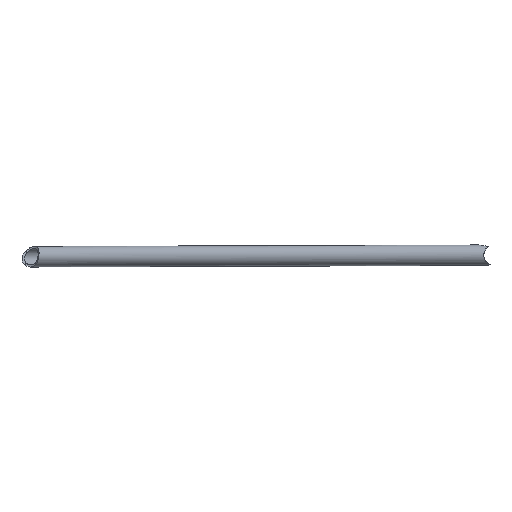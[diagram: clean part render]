
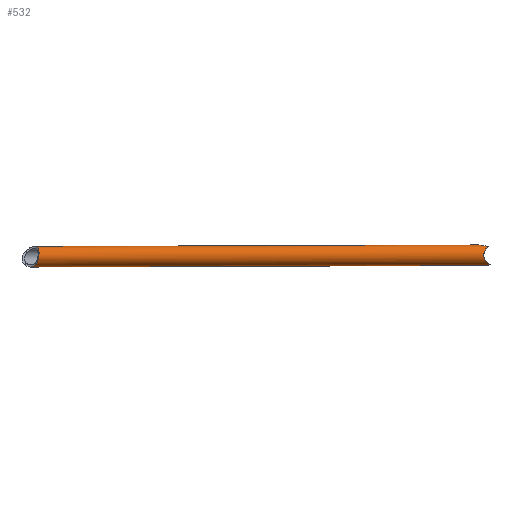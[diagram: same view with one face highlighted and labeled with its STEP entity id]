
A CAD part, front view. The second image highlights one B-rep face of the part: STEP entity #532.
In plain terms, the highlighted cylindrical face has radius 7.5 mm (diameter 15 mm), a partial arc.
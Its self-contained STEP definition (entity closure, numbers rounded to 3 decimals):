
#200=CARTESIAN_POINT('Vertex',(-1910.963,-234.915,243.94)) ;
#204=CARTESIAN_POINT('Control Point',(-1910.963,-234.915,243.94)) ;
#205=CARTESIAN_POINT('Control Point',(-1910.221,-235.362,243.94)) ;
#206=CARTESIAN_POINT('Control Point',(-1909.494,-235.833,244.065)) ;
#207=CARTESIAN_POINT('Control Point',(-1908.808,-236.321,244.315)) ;
#208=CARTESIAN_POINT('Control Point',(-1907.759,-237.13,244.926)) ;
#209=CARTESIAN_POINT('Control Point',(-1906.893,-237.869,245.826)) ;
#210=CARTESIAN_POINT('Control Point',(-1906.577,-238.147,246.228)) ;
#211=CARTESIAN_POINT('Control Point',(-1905.88,-238.768,247.311)) ;
#212=CARTESIAN_POINT('Control Point',(-1905.37,-239.179,248.59)) ;
#213=CARTESIAN_POINT('Control Point',(-1905.13,-239.322,249.404)) ;
#214=CARTESIAN_POINT('Control Point',(-1904.737,-239.329,251.196)) ;
#215=CARTESIAN_POINT('Control Point',(-1904.566,-238.721,252.927)) ;
#216=CARTESIAN_POINT('Control Point',(-1904.527,-238.234,253.778)) ;
#217=CARTESIAN_POINT('Control Point',(-1904.542,-237.279,255.043)) ;
#218=CARTESIAN_POINT('Control Point',(-1904.703,-236.133,256.115)) ;
#219=CARTESIAN_POINT('Control Point',(-1904.789,-235.668,256.501)) ;
#220=CARTESIAN_POINT('Control Point',(-1905.017,-234.69,257.228)) ;
#221=CARTESIAN_POINT('Control Point',(-1905.368,-233.666,257.831)) ;
#222=CARTESIAN_POINT('Control Point',(-1905.582,-233.139,258.103)) ;
#223=CARTESIAN_POINT('Control Point',(-1906.055,-232.163,258.537)) ;
#224=CARTESIAN_POINT('Control Point',(-1906.684,-231.221,258.814)) ;
#225=CARTESIAN_POINT('Control Point',(-1907.009,-230.801,258.904)) ;
#226=CARTESIAN_POINT('Control Point',(-1907.371,-230.406,258.95)) ;
#227=CARTESIAN_POINT('Control Point',(-1907.763,-230.044,258.951)) ;
#228=CARTESIAN_POINT('Vertex',(-1907.763,-230.044,258.951)) ;
#281=CARTESIAN_POINT('Line Origine',(-1744.323,18.783,244.51)) ;
#285=CARTESIAN_POINT('Vertex',(-1577.682,272.482,245.08)) ;
#288=CARTESIAN_POINT('Line Origine',(-1744.338,18.76,259.51)) ;
#292=CARTESIAN_POINT('Vertex',(-1583.201,264.08,260.062)) ;
#427=CARTESIAN_POINT('Vertex',(-1574.91,271.235,245.708)) ;
#431=CARTESIAN_POINT('Control Point',(-1577.682,272.482,245.08)) ;
#432=CARTESIAN_POINT('Control Point',(-1576.943,272.227,245.081)) ;
#433=CARTESIAN_POINT('Control Point',(-1576.224,271.913,245.183)) ;
#434=CARTESIAN_POINT('Control Point',(-1575.542,271.574,245.396)) ;
#435=CARTESIAN_POINT('Control Point',(-1574.91,271.235,245.708)) ;
#438=CARTESIAN_POINT('Control Point',(-1576.366,266.514,258.663)) ;
#439=CARTESIAN_POINT('Control Point',(-1577.97,265.908,259.384)) ;
#440=CARTESIAN_POINT('Control Point',(-1579.677,265.25,259.813)) ;
#441=CARTESIAN_POINT('Control Point',(-1581.419,264.61,260.064)) ;
#442=CARTESIAN_POINT('Control Point',(-1583.201,264.08,260.062)) ;
#443=CARTESIAN_POINT('Vertex',(-1576.366,266.514,258.663)) ;
#463=CARTESIAN_POINT('Axis2P3D Location',(-1744.331,18.772,252.01)) ;
#469=CARTESIAN_POINT('Control Point',(-1576.366,266.514,258.663)) ;
#470=CARTESIAN_POINT('Control Point',(-1576.395,266.419,258.643)) ;
#471=CARTESIAN_POINT('Control Point',(-1576.423,266.324,258.622)) ;
#472=CARTESIAN_POINT('Control Point',(-1576.451,266.23,258.601)) ;
#473=CARTESIAN_POINT('Vertex',(-1576.451,266.23,258.601)) ;
#477=CARTESIAN_POINT('Control Point',(-1574.99,270.968,245.743)) ;
#478=CARTESIAN_POINT('Control Point',(-1574.964,271.057,245.731)) ;
#479=CARTESIAN_POINT('Control Point',(-1574.937,271.146,245.72)) ;
#480=CARTESIAN_POINT('Control Point',(-1574.91,271.235,245.708)) ;
#481=CARTESIAN_POINT('Vertex',(-1574.99,270.968,245.743)) ;
#485=CARTESIAN_POINT('Control Point',(-1576.451,266.23,258.601)) ;
#486=CARTESIAN_POINT('Control Point',(-1576.576,265.812,258.507)) ;
#487=CARTESIAN_POINT('Control Point',(-1576.7,265.394,258.409)) ;
#488=CARTESIAN_POINT('Control Point',(-1576.825,264.977,258.305)) ;
#489=CARTESIAN_POINT('Control Point',(-1577.198,263.724,257.975)) ;
#490=CARTESIAN_POINT('Control Point',(-1577.568,262.484,257.591)) ;
#491=CARTESIAN_POINT('Control Point',(-1577.81,261.67,257.307)) ;
#492=CARTESIAN_POINT('Control Point',(-1578.197,260.371,256.793)) ;
#493=CARTESIAN_POINT('Control Point',(-1578.568,259.124,256.15)) ;
#494=CARTESIAN_POINT('Control Point',(-1578.703,258.668,255.888)) ;
#495=CARTESIAN_POINT('Control Point',(-1578.948,257.845,255.353)) ;
#496=CARTESIAN_POINT('Control Point',(-1579.165,257.109,254.692)) ;
#497=CARTESIAN_POINT('Control Point',(-1579.259,256.791,254.351)) ;
#498=CARTESIAN_POINT('Control Point',(-1579.372,256.409,253.809)) ;
#499=CARTESIAN_POINT('Control Point',(-1579.433,256.197,253.181)) ;
#500=CARTESIAN_POINT('Control Point',(-1579.446,256.153,252.991)) ;
#501=CARTESIAN_POINT('Control Point',(-1579.459,256.104,252.585)) ;
#502=CARTESIAN_POINT('Control Point',(-1579.445,256.147,252.177)) ;
#503=CARTESIAN_POINT('Control Point',(-1579.43,256.195,251.969)) ;
#504=CARTESIAN_POINT('Control Point',(-1579.379,256.359,251.491)) ;
#505=CARTESIAN_POINT('Control Point',(-1579.299,256.621,251.063)) ;
#506=CARTESIAN_POINT('Control Point',(-1579.246,256.797,250.831)) ;
#507=CARTESIAN_POINT('Control Point',(-1579.105,257.262,250.306)) ;
#508=CARTESIAN_POINT('Control Point',(-1578.942,257.8,249.863)) ;
#509=CARTESIAN_POINT('Control Point',(-1578.843,258.131,249.623)) ;
#510=CARTESIAN_POINT('Control Point',(-1578.579,259.004,249.056)) ;
#511=CARTESIAN_POINT('Control Point',(-1578.301,259.928,248.589)) ;
#512=CARTESIAN_POINT('Control Point',(-1578.13,260.498,248.333)) ;
#513=CARTESIAN_POINT('Control Point',(-1577.682,261.99,247.726)) ;
#514=CARTESIAN_POINT('Control Point',(-1577.222,263.522,247.242)) ;
#515=CARTESIAN_POINT('Control Point',(-1576.941,264.46,246.981)) ;
#516=CARTESIAN_POINT('Control Point',(-1576.383,266.32,246.524)) ;
#517=CARTESIAN_POINT('Control Point',(-1575.82,268.199,246.162)) ;
#518=CARTESIAN_POINT('Control Point',(-1575.544,269.119,246.005)) ;
#519=CARTESIAN_POINT('Control Point',(-1575.267,270.043,245.866)) ;
#520=CARTESIAN_POINT('Control Point',(-1574.99,270.968,245.743)) ;
#282=DIRECTION('Vector Direction',(-0.549,-0.836,-0.002)) ;
#289=DIRECTION('Vector Direction',(-0.549,-0.836,-0.002)) ;
#464=DIRECTION('Axis2P3D Direction',(-0.549,-0.836,-0.002)) ;
#465=DIRECTION('Axis2P3D XDirection',(0.001,0.002,-1.)) ;
#466=AXIS2_PLACEMENT_3D('Cylinder Axis2P3D',#463,#464,#465) ;
#523=ORIENTED_EDGE('',*,*,#475,.F.) ;
#524=ORIENTED_EDGE('',*,*,#445,.T.) ;
#525=ORIENTED_EDGE('',*,*,#294,.T.) ;
#526=ORIENTED_EDGE('',*,*,#230,.F.) ;
#527=ORIENTED_EDGE('',*,*,#287,.F.) ;
#528=ORIENTED_EDGE('',*,*,#436,.T.) ;
#529=ORIENTED_EDGE('',*,*,#483,.F.) ;
#530=ORIENTED_EDGE('',*,*,#521,.F.) ;
#283=VECTOR('Line Direction',#282,1.) ;
#290=VECTOR('Line Direction',#289,1.) ;
#532=ADVANCED_FACE('Corps principal',(#531),#467,.T.) ;
#203=B_SPLINE_CURVE_WITH_KNOTS('',5,(#204,#205,#206,#207,#208,#209,#210,#211,#212,#213,#214,#215,#216,#217,#218,#219,#220,#221,#222,#223,#224,#225,#226,#227),.UNSPECIFIED.,.F.,.U.,(6,3,3,3,3,3,3,6),(0.,6.123,10.212,16.185,23.002,27.308,31.743,35.519),.UNSPECIFIED.) ;
#430=B_SPLINE_CURVE_WITH_KNOTS('',4,(#431,#432,#433,#434,#435),.UNSPECIFIED.,.F.,.U.,(5,5),(0.,4.425),.UNSPECIFIED.) ;
#437=B_SPLINE_CURVE_WITH_KNOTS('',4,(#438,#439,#440,#441,#442),.UNSPECIFIED.,.F.,.U.,(5,5),(28.848,39.366),.UNSPECIFIED.) ;
#468=B_SPLINE_CURVE_WITH_KNOTS('',3,(#469,#470,#471,#472),.UNSPECIFIED.,.F.,.U.,(4,4),(7.298,7.728),.UNSPECIFIED.) ;
#476=B_SPLINE_CURVE_WITH_KNOTS('',3,(#477,#478,#479,#480),.UNSPECIFIED.,.F.,.U.,(4,4),(50.808,51.205),.UNSPECIFIED.) ;
#484=B_SPLINE_CURVE_WITH_KNOTS('',5,(#485,#486,#487,#488,#489,#490,#491,#492,#493,#494,#495,#496,#497,#498,#499,#500,#501,#502,#503,#504,#505,#506,#507,#508,#509,#510,#511,#512,#513,#514,#515,#516,#517,#518,#519,#520),.UNSPECIFIED.,.F.,.U.,(6,3,3,3,3,3,3,3,3,3,3,6),(7.541,10.704,17.072,20.91,24.145,25.487,26.95,28.984,31.937,36.52,43.723,50.621),.UNSPECIFIED.) ;
#467=CYLINDRICAL_SURFACE('generated cylinder',#466,7.5) ;
#230=EDGE_CURVE('',#201,#229,#203,.T.) ;
#287=EDGE_CURVE('',#286,#201,#284,.T.) ;
#294=EDGE_CURVE('',#293,#229,#291,.T.) ;
#436=EDGE_CURVE('',#286,#428,#430,.T.) ;
#445=EDGE_CURVE('',#444,#293,#437,.T.) ;
#475=EDGE_CURVE('',#444,#474,#468,.T.) ;
#483=EDGE_CURVE('',#482,#428,#476,.T.) ;
#521=EDGE_CURVE('',#474,#482,#484,.T.) ;
#522=EDGE_LOOP('',(#523,#524,#525,#526,#527,#528,#529,#530)) ;
#531=FACE_OUTER_BOUND('',#522,.T.) ;
#284=LINE('Line',#281,#283) ;
#291=LINE('Line',#288,#290) ;
#201=VERTEX_POINT('',#200) ;
#229=VERTEX_POINT('',#228) ;
#286=VERTEX_POINT('',#285) ;
#293=VERTEX_POINT('',#292) ;
#428=VERTEX_POINT('',#427) ;
#444=VERTEX_POINT('',#443) ;
#474=VERTEX_POINT('',#473) ;
#482=VERTEX_POINT('',#481) ;
